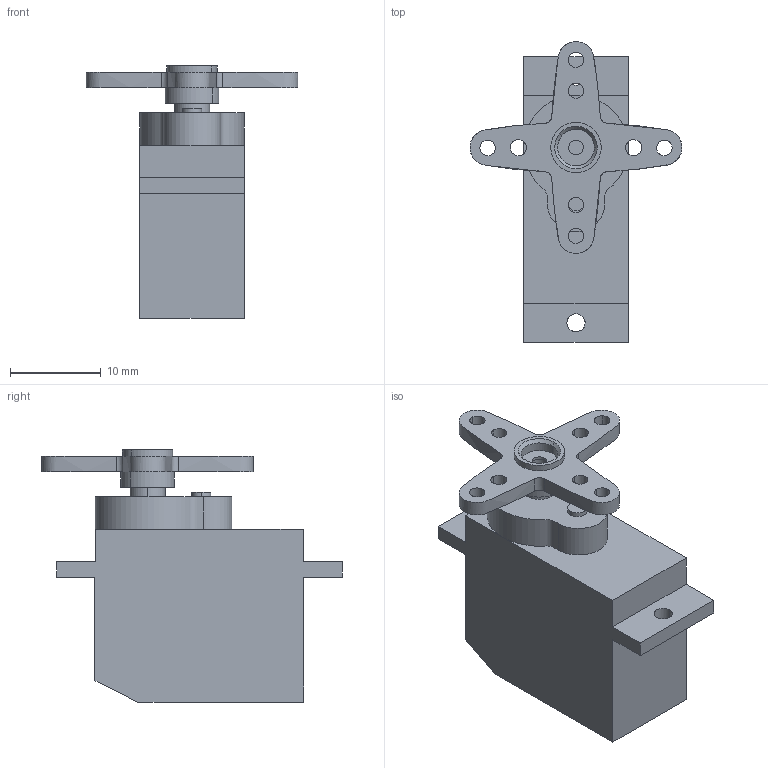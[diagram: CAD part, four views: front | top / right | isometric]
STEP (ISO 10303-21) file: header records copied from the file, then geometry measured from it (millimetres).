
FILE_DESCRIPTION(/* description */ (''),/* implementation_level */ '2;1');
FILE_NAME(/* name */ 'EMAX es08A servo',/* time_stamp */ '2012-11-05T00:03:29-05:00',/* author */ (''),/* organization */ (''),/* preprocessor_version */ 'ST-DEVELOPER v14',/* originating_system */ '',/* authorisation */ '');
FILE_SCHEMA (('AUTOMOTIVE_DESIGN_CC2'));
Length unit declared in the file: millimetre
Products named in the file (1): Document
Bounding box: 23.32 x 33.1 x 27.77 mm (x, y, z)
Volume: 5892.5 mm3; surface area: 3166 mm2
Topology: 5 solids, 5 shells, 76 faces, 184 edges, 122 vertices
Faces by surface type: bspline 48, plane 28
Entity records: 3204 total; most frequent: CARTESIAN_POINT 2030, ORIENTED_EDGE 368, EDGE_CURVE 184, VERTEX_POINT 122, EDGE_LOOP 104, ADVANCED_FACE 76, FACE_OUTER_BOUND 76, B_SPLINE_CURVE_WITH_KNOTS 54
